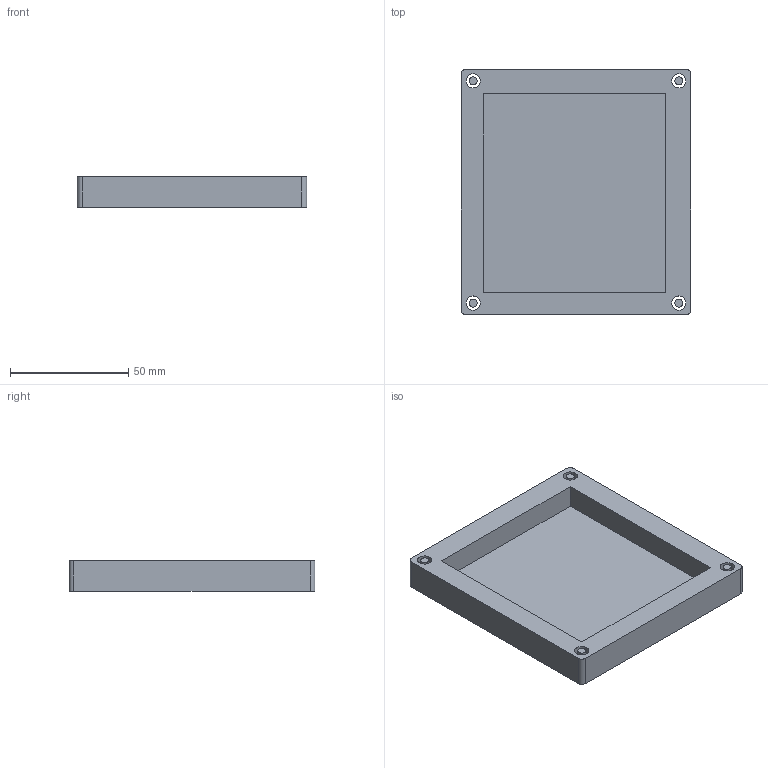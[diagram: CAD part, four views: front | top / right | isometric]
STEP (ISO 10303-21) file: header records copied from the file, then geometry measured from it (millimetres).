
FILE_DESCRIPTION(/* description */ (''),/* implementation_level */ '2;1');
FILE_NAME(/* name */ 'Passenger_bottom.step',/* time_stamp */ '2025-02-15T00:49:17+05:30',/* author */ (''),/* organization */ (''),/* preprocessor_version */ 'ST-DEVELOPER v20',/* originating_system */ 'Autodesk Translation Framework v13.20.0.188',/* authorisation */ '');
FILE_SCHEMA (('AUTOMOTIVE_DESIGN { 1 0 10303 214 3 1 1 }'));
Length unit declared in the file: millimetre
Products named in the file (3): (Unsaved); passengerv1 bottom; bottom
Assembly tree (2 placements, depth 3):
  (Unsaved)
    passengerv1 bottom
      bottom
Bounding box: 96.99 x 103.97 x 13.1 mm (x, y, z)
Volume: 65641.5 mm3; surface area: 29891.1 mm2
Topology: 5 solids, 5 shells, 31 faces, 60 edges, 40 vertices
Faces by surface type: plane 19, cylinder 12
Full cylindrical faces by diameter (mm): 3.4 x4, 6 x4
Entity records: 883 total; most frequent: DIRECTION 156, CARTESIAN_POINT 136, ORIENTED_EDGE 120, EDGE_CURVE 60, AXIS2_PLACEMENT_3D 60, EDGE_LOOP 40, VERTEX_POINT 40, LINE 36
